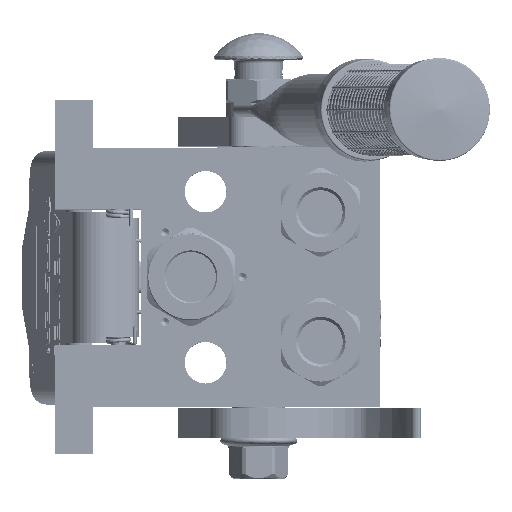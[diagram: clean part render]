
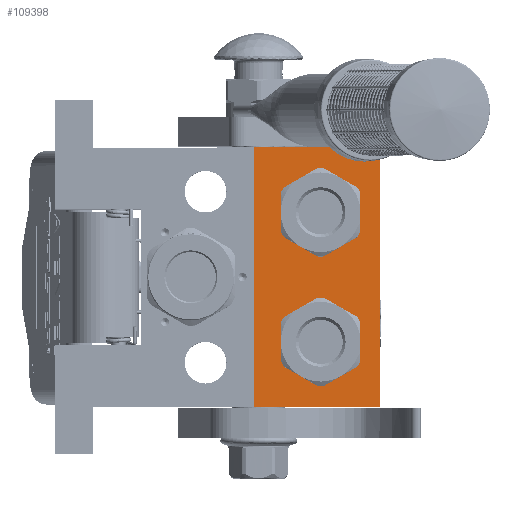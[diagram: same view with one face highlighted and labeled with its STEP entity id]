
A CAD part, top view. The second image highlights one B-rep face of the part: STEP entity #109398.
In plain terms, the highlighted face is planar.
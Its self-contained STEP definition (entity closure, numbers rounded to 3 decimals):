
#777 = CARTESIAN_POINT ( 'NONE',  ( 22., 8.9, -20. ) ) ;
#4887 = EDGE_LOOP ( 'NONE', ( #150721, #127285 ) ) ;
#5289 = DIRECTION ( 'NONE',  ( 1., 0., 0. ) ) ;
#6601 = LINE ( 'NONE', #40995, #179357 ) ;
#8028 = VERTEX_POINT ( 'NONE', #144862 ) ;
#9147 = DIRECTION ( 'NONE',  ( 1., 0., 0. ) ) ;
#15130 = ORIENTED_EDGE ( 'NONE', *, *, #127615, .F. ) ;
#19137 = DIRECTION ( 'NONE',  ( 0., 0., 1. ) ) ;
#20953 = PLANE ( 'NONE',  #153425 ) ;
#21273 = FACE_BOUND ( 'NONE', #197530, .T. ) ;
#29323 = CARTESIAN_POINT ( 'NONE',  ( -22., 8.9, -7.85 ) ) ;
#36179 = EDGE_CURVE ( 'NONE', #47756, #184105, #150340, .T. ) ;
#38367 = VECTOR ( 'NONE', #178989, 1000. ) ;
#40995 = CARTESIAN_POINT ( 'NONE',  ( -44., 8.9, -42.5 ) ) ;
#41389 = VERTEX_POINT ( 'NONE', #29323 ) ;
#46317 = CARTESIAN_POINT ( 'NONE',  ( -22., 8.9, -20. ) ) ;
#47529 = LINE ( 'NONE', #112945, #52404 ) ;
#47756 = VERTEX_POINT ( 'NONE', #57558 ) ;
#50528 = EDGE_CURVE ( 'NONE', #66313, #187107, #145516, .T. ) ;
#52404 = VECTOR ( 'NONE', #95296, 1000. ) ;
#55117 = EDGE_CURVE ( 'NONE', #188764, #164900, #90576, .T. ) ;
#56375 = EDGE_CURVE ( 'NONE', #8028, #41389, #87633, .T. ) ;
#57558 = CARTESIAN_POINT ( 'NONE',  ( 44., 8.9, 0. ) ) ;
#57713 = FACE_BOUND ( 'NONE', #4887, .T. ) ;
#58297 = CIRCLE ( 'NONE', #110753, 12.15 ) ;
#61950 = DIRECTION ( 'NONE',  ( 0., -1., 0. ) ) ;
#62613 = DIRECTION ( 'NONE',  ( 0., 0., -1. ) ) ;
#66313 = VERTEX_POINT ( 'NONE', #187384 ) ;
#66987 = DIRECTION ( 'NONE',  ( 0., 0., 1. ) ) ;
#70379 = DIRECTION ( 'NONE',  ( 0., 0., -1. ) ) ;
#75408 = ORIENTED_EDGE ( 'NONE', *, *, #36179, .F. ) ;
#75893 = CARTESIAN_POINT ( 'NONE',  ( 22., 8.9, -32.15 ) ) ;
#84159 = CIRCLE ( 'NONE', #135734, 12.15 ) ;
#84380 = AXIS2_PLACEMENT_3D ( 'NONE', #180496, #118624, #179808 ) ;
#86183 = CARTESIAN_POINT ( 'NONE',  ( 22., 8.9, -7.85 ) ) ;
#87633 = CIRCLE ( 'NONE', #84380, 12.15 ) ;
#89648 = CARTESIAN_POINT ( 'NONE',  ( 44., 8.9, -42.5 ) ) ;
#90576 = CIRCLE ( 'NONE', #175535, 12.15 ) ;
#95296 = DIRECTION ( 'NONE',  ( 1., 0., 0. ) ) ;
#99701 = CARTESIAN_POINT ( 'NONE',  ( 0., 8.9, 0. ) ) ;
#109398 = ADVANCED_FACE ( 'NONE', ( #57713, #21273, #184202 ), #20953, .T. ) ;
#110753 = AXIS2_PLACEMENT_3D ( 'NONE', #46317, #144163, #19137 ) ;
#111519 = VECTOR ( 'NONE', #70379, 1000. ) ;
#112945 = CARTESIAN_POINT ( 'NONE',  ( -44., 8.9, 0. ) ) ;
#118624 = DIRECTION ( 'NONE',  ( 0., -1., 0. ) ) ;
#125135 = CARTESIAN_POINT ( 'NONE',  ( -44., 8.9, -42.5 ) ) ;
#125912 = EDGE_CURVE ( 'NONE', #187107, #184105, #6601, .T. ) ;
#127151 = EDGE_CURVE ( 'NONE', #164900, #188764, #84159, .T. ) ;
#127285 = ORIENTED_EDGE ( 'NONE', *, *, #127151, .F. ) ;
#127615 = EDGE_CURVE ( 'NONE', #66313, #47756, #47529, .T. ) ;
#128825 = CARTESIAN_POINT ( 'NONE',  ( 22., 8.9, -20. ) ) ;
#130226 = CARTESIAN_POINT ( 'NONE',  ( -44., 8.9, 0. ) ) ;
#130789 = CARTESIAN_POINT ( 'NONE',  ( 44., 8.9, 0. ) ) ;
#135734 = AXIS2_PLACEMENT_3D ( 'NONE', #128825, #160130, #66987 ) ;
#144163 = DIRECTION ( 'NONE',  ( 0., -1., 0. ) ) ;
#144862 = CARTESIAN_POINT ( 'NONE',  ( -22., 8.9, -32.15 ) ) ;
#145516 = LINE ( 'NONE', #130226, #111519 ) ;
#145962 = DIRECTION ( 'NONE',  ( 0., -1., 0. ) ) ;
#150340 = LINE ( 'NONE', #130789, #38367 ) ;
#150721 = ORIENTED_EDGE ( 'NONE', *, *, #55117, .F. ) ;
#153425 = AXIS2_PLACEMENT_3D ( 'NONE', #99701, #145962, #5289 ) ;
#160130 = DIRECTION ( 'NONE',  ( 0., -1., 0. ) ) ;
#164900 = VERTEX_POINT ( 'NONE', #86183 ) ;
#166169 = ORIENTED_EDGE ( 'NONE', *, *, #56375, .F. ) ;
#168963 = ORIENTED_EDGE ( 'NONE', *, *, #187124, .F. ) ;
#174307 = ORIENTED_EDGE ( 'NONE', *, *, #50528, .T. ) ;
#175535 = AXIS2_PLACEMENT_3D ( 'NONE', #777, #61950, #62613 ) ;
#178989 = DIRECTION ( 'NONE',  ( 0., 0., -1. ) ) ;
#179357 = VECTOR ( 'NONE', #9147, 1000. ) ;
#179808 = DIRECTION ( 'NONE',  ( 0., 0., -1. ) ) ;
#180496 = CARTESIAN_POINT ( 'NONE',  ( -22., 8.9, -20. ) ) ;
#184105 = VERTEX_POINT ( 'NONE', #89648 ) ;
#184202 = FACE_OUTER_BOUND ( 'NONE', #200539, .T. ) ;
#187107 = VERTEX_POINT ( 'NONE', #125135 ) ;
#187124 = EDGE_CURVE ( 'NONE', #41389, #8028, #58297, .T. ) ;
#187384 = CARTESIAN_POINT ( 'NONE',  ( -44., 8.9, 0. ) ) ;
#188764 = VERTEX_POINT ( 'NONE', #75893 ) ;
#189078 = ORIENTED_EDGE ( 'NONE', *, *, #125912, .T. ) ;
#197530 = EDGE_LOOP ( 'NONE', ( #166169, #168963 ) ) ;
#200539 = EDGE_LOOP ( 'NONE', ( #174307, #189078, #75408, #15130 ) ) ;
